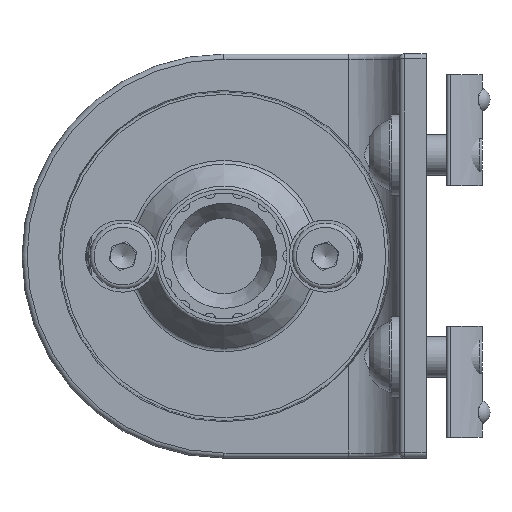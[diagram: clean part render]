
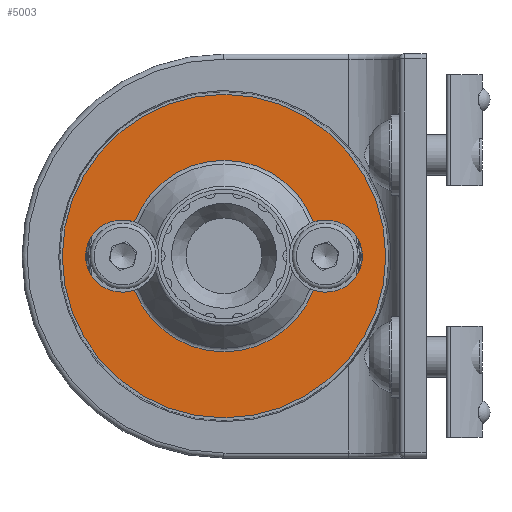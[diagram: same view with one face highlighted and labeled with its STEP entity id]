
A CAD part, top view. The second image highlights one B-rep face of the part: STEP entity #5003.
In plain terms, the highlighted planar face has unit normal (0, 0, 1).
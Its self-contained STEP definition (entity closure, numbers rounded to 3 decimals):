
#171=FACE_BOUND('',#1712,.T.);
#1115=PLANE('',#5858);
#1376=FACE_OUTER_BOUND('',#1711,.T.);
#1711=EDGE_LOOP('',(#4425));
#1712=EDGE_LOOP('',(#4426,#4427,#4428,#4429,#4430,#4431,#4432,#4433));
#2027=CIRCLE('',#5815,18.951);
#2056=CIRCLE('',#5857,32.);
#2057=CIRCLE('',#5859,7.125);
#2058=CIRCLE('',#5860,7.125);
#2059=CIRCLE('',#5861,7.125);
#2060=CIRCLE('',#5862,18.951);
#2061=CIRCLE('',#5863,7.125);
#2062=CIRCLE('',#5864,7.125);
#2063=CIRCLE('',#5865,7.125);
#2470=VERTEX_POINT('',#9027);
#2471=VERTEX_POINT('',#9028);
#2500=VERTEX_POINT('',#9175);
#2501=VERTEX_POINT('',#9179);
#2502=VERTEX_POINT('',#9181);
#2503=VERTEX_POINT('',#9183);
#2504=VERTEX_POINT('',#9185);
#2505=VERTEX_POINT('',#9187);
#2506=VERTEX_POINT('',#9189);
#3118=EDGE_CURVE('',#2470,#2471,#2027,.T.);
#3156=EDGE_CURVE('',#2500,#2500,#2056,.T.);
#3158=EDGE_CURVE('',#2470,#2501,#2057,.T.);
#3159=EDGE_CURVE('',#2501,#2502,#2058,.T.);
#3160=EDGE_CURVE('',#2502,#2503,#2059,.T.);
#3161=EDGE_CURVE('',#2504,#2503,#2060,.T.);
#3162=EDGE_CURVE('',#2504,#2505,#2061,.T.);
#3163=EDGE_CURVE('',#2505,#2506,#2062,.T.);
#3164=EDGE_CURVE('',#2506,#2471,#2063,.T.);
#4425=ORIENTED_EDGE('',*,*,#3156,.T.);
#4426=ORIENTED_EDGE('',*,*,#3118,.F.);
#4427=ORIENTED_EDGE('',*,*,#3158,.T.);
#4428=ORIENTED_EDGE('',*,*,#3159,.T.);
#4429=ORIENTED_EDGE('',*,*,#3160,.T.);
#4430=ORIENTED_EDGE('',*,*,#3161,.F.);
#4431=ORIENTED_EDGE('',*,*,#3162,.T.);
#4432=ORIENTED_EDGE('',*,*,#3163,.T.);
#4433=ORIENTED_EDGE('',*,*,#3164,.T.);
#5003=ADVANCED_FACE('',(#1376,#171),#1115,.F.);
#5815=AXIS2_PLACEMENT_3D('',#9029,#7202,#7203);
#5857=AXIS2_PLACEMENT_3D('',#9176,#7289,#7290);
#5858=AXIS2_PLACEMENT_3D('',#9178,#7292,#7293);
#5859=AXIS2_PLACEMENT_3D('',#9180,#7294,#7295);
#5860=AXIS2_PLACEMENT_3D('',#9182,#7296,#7297);
#5861=AXIS2_PLACEMENT_3D('',#9184,#7298,#7299);
#5862=AXIS2_PLACEMENT_3D('',#9186,#7300,#7301);
#5863=AXIS2_PLACEMENT_3D('',#9188,#7302,#7303);
#5864=AXIS2_PLACEMENT_3D('',#9190,#7304,#7305);
#5865=AXIS2_PLACEMENT_3D('',#9191,#7306,#7307);
#7202=DIRECTION('center_axis',(0.,0.,1.));
#7203=DIRECTION('ref_axis',(1.,0.,0.));
#7289=DIRECTION('center_axis',(0.,0.,1.));
#7290=DIRECTION('ref_axis',(1.,0.,0.));
#7292=DIRECTION('center_axis',(0.,0.,-1.));
#7293=DIRECTION('ref_axis',(-1.,0.,0.));
#7294=DIRECTION('center_axis',(0.,0.,-1.));
#7295=DIRECTION('ref_axis',(-1.,0.,0.));
#7296=DIRECTION('center_axis',(0.,0.,-1.));
#7297=DIRECTION('ref_axis',(-1.,0.,0.));
#7298=DIRECTION('center_axis',(0.,0.,-1.));
#7299=DIRECTION('ref_axis',(-1.,0.,0.));
#7300=DIRECTION('center_axis',(0.,0.,1.));
#7301=DIRECTION('ref_axis',(1.,0.,0.));
#7302=DIRECTION('center_axis',(0.,0.,-1.));
#7303=DIRECTION('ref_axis',(-1.,0.,0.));
#7304=DIRECTION('center_axis',(0.,0.,-1.));
#7305=DIRECTION('ref_axis',(-1.,0.,0.));
#7306=DIRECTION('center_axis',(0.,0.,-1.));
#7307=DIRECTION('ref_axis',(-1.,0.,0.));
#9027=CARTESIAN_POINT('',(6.747,-17.709,12.));
#9028=CARTESIAN_POINT('',(6.747,17.709,12.));
#9029=CARTESIAN_POINT('Origin',(0.,0.,12.));
#9175=CARTESIAN_POINT('',(-32.,0.,12.));
#9176=CARTESIAN_POINT('Origin',(0.,0.,12.));
#9178=CARTESIAN_POINT('Origin',(32.,0.,12.));
#9179=CARTESIAN_POINT('',(7.124,-20.13,12.));
#9180=CARTESIAN_POINT('Origin',(0.,-20.,12.));
#9181=CARTESIAN_POINT('',(-7.124,-20.13,12.));
#9182=CARTESIAN_POINT('Origin',(0.,-20.26,12.));
#9183=CARTESIAN_POINT('',(-6.747,-17.709,12.));
#9184=CARTESIAN_POINT('Origin',(0.,-20.,12.));
#9185=CARTESIAN_POINT('',(-6.747,17.709,12.));
#9186=CARTESIAN_POINT('Origin',(0.,0.,12.));
#9187=CARTESIAN_POINT('',(-7.124,20.13,12.));
#9188=CARTESIAN_POINT('Origin',(0.,20.,12.));
#9189=CARTESIAN_POINT('',(7.124,20.13,12.));
#9190=CARTESIAN_POINT('Origin',(0.,20.26,12.));
#9191=CARTESIAN_POINT('Origin',(0.,20.,12.));
